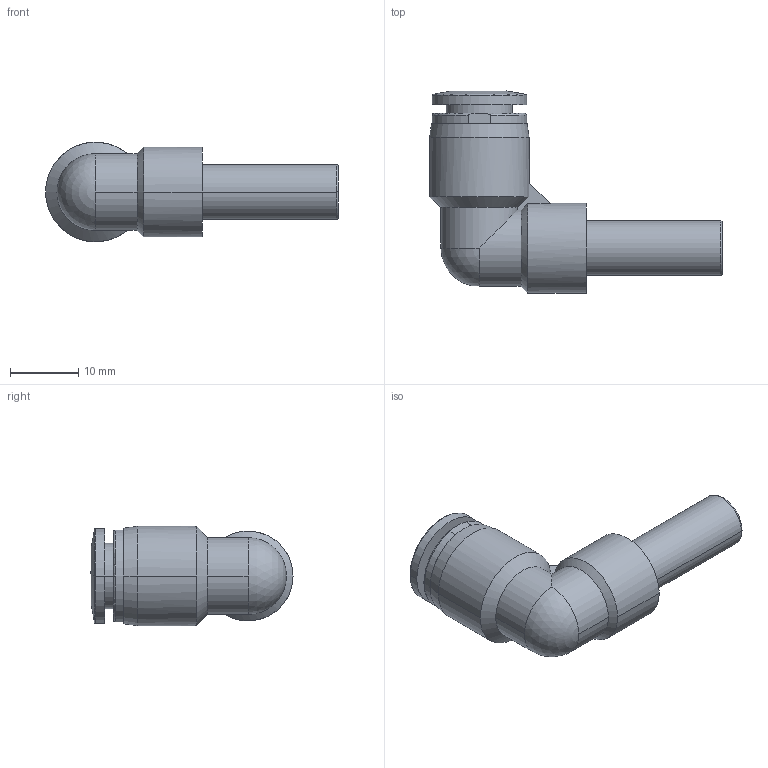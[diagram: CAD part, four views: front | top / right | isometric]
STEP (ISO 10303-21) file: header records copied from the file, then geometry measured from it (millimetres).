
FILE_DESCRIPTION((''),'2;1');
FILE_NAME('WTRLJ0800_ASM','2023-10-23T22:44:55',('wang'),(''),'CREO PARAMETRIC BY PTC INC, 2023073','CREO PARAMETRIC BY PTC INC, 2023073','');
FILE_SCHEMA(('CONFIG_CONTROL_DESIGN','SHAPE_APPEARANCE_LAYERS_GROUPS'));
Length unit declared in the file: millimetre
Products named in the file (8): JPL08_2_; T800_1_; 8_1_1_2_; 8_1_2_1_; 8_1_ASM_2__ASM; WTRL08G02_ASM_1__ASM; 8_00; WTRLJ0800_ASM
Assembly tree (7 placements, depth 4):
  WTRLJ0800_ASM
    WTRL08G02_ASM_1__ASM
      JPL08_2_
      T800_1_
      8_1_ASM_2__ASM
        8_1_1_2_
        8_1_2_1_
    8_00
Bounding box: 43.06 x 29.7 x 14.64 mm (x, y, z)
Volume: 3312.1 mm3; surface area: 4935.4 mm2
Topology: 5 solids, 7 shells, 158 faces, 398 edges, 260 vertices
Faces by surface type: cylinder 59, plane 31, cone 27, extrusion 26, torus 11, sphere 4
Entity records: 6257 total; most frequent: CARTESIAN_POINT 1851, DIRECTION 819, ORIENTED_EDGE 792, EDGE_CURVE 396, AXIS2_PLACEMENT_3D 328, VERTEX_POINT 260, EDGE_LOOP 176, CIRCLE 176
